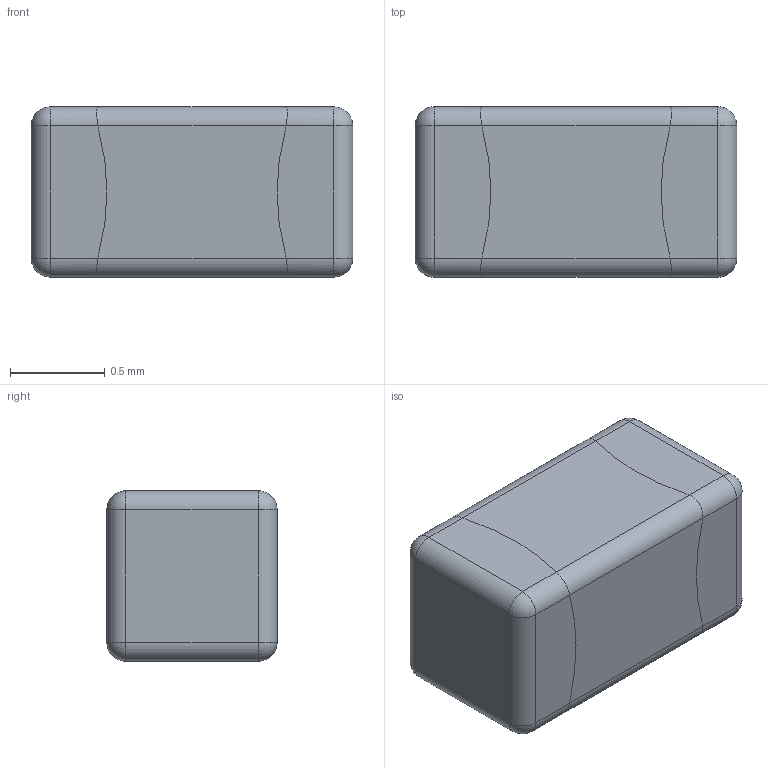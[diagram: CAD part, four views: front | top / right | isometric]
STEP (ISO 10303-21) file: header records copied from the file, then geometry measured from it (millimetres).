
FILE_DESCRIPTION (( 'STEP AP203' ), '1' );
FILE_NAME ('capacitor-CAPC-0603-T0.9-BN.step_Default_sldprt.STEP', '2025-04-23T09:07:48', ( '' ), ( '' ), 'SwSTEP 2.0', 'SolidWorks 2024', '' );
FILE_SCHEMA (( 'CONFIG_CONTROL_DESIGN' ));
Length unit declared in the file: millimetre
Products named in the file (1): capacitor-CAPC-0603-T0.9-BN.step_Default_sldprt
Bounding box: 1.7 x 0.9 x 0.9 mm (x, y, z)
Volume: 1.3 mm3; surface area: 7.1 mm2
Topology: 1 solids, 1 shells, 42 faces, 104 edges, 56 vertices
Faces by surface type: cylinder 20, plane 14, sphere 8
Entity records: 1253 total; most frequent: DIRECTION 222, CARTESIAN_POINT 219, ORIENTED_EDGE 192, EDGE_CURVE 96, AXIS2_PLACEMENT_3D 91, VERTEX_POINT 56, CIRCLE 48, ADVANCED_FACE 42
